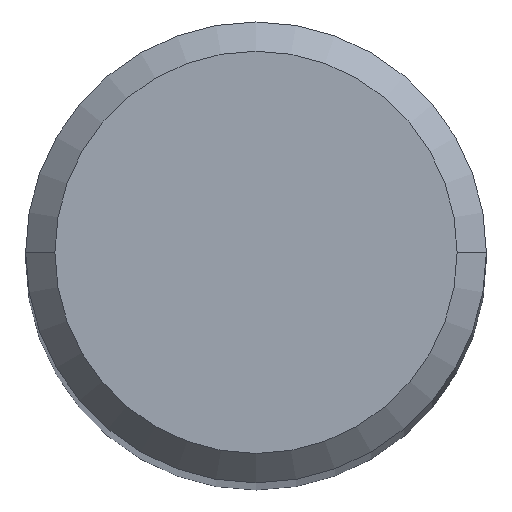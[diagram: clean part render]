
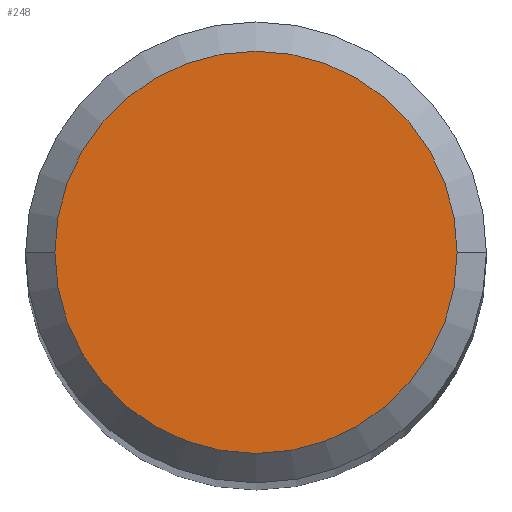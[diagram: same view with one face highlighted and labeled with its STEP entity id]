
A CAD part, top view. The second image highlights one B-rep face of the part: STEP entity #248.
In plain terms, the highlighted planar face has unit normal (0, 0, 1).
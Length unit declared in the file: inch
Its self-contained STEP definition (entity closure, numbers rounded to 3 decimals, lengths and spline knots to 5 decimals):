
#3 = CIRCLE ( 'NONE', #176, 0.10311 ) ;
#7 = CARTESIAN_POINT ( 'NONE',  ( 0., 0., 2.24409 ) ) ;
#15 = CARTESIAN_POINT ( 'NONE',  ( 0., 0., 2.24409 ) ) ;
#26 = AXIS2_PLACEMENT_3D ( 'NONE', #84, #223, #66 ) ;
#40 = EDGE_LOOP ( 'NONE', ( #204, #86 ) ) ;
#51 = DIRECTION ( 'NONE',  ( 0., 0., 1. ) ) ;
#66 = DIRECTION ( 'NONE',  ( 1., 0., 0. ) ) ;
#84 = CARTESIAN_POINT ( 'NONE',  ( 0., 0., 2.24409 ) ) ;
#86 = ORIENTED_EDGE ( 'NONE', *, *, #88, .T. ) ;
#88 = EDGE_CURVE ( 'NONE', #205, #158, #3, .T. ) ;
#108 = AXIS2_PLACEMENT_3D ( 'NONE', #15, #51, #120 ) ;
#118 = FACE_OUTER_BOUND ( 'NONE', #40, .T. ) ;
#120 = DIRECTION ( 'NONE',  ( 1., 0., 0. ) ) ;
#158 = VERTEX_POINT ( 'NONE', #177 ) ;
#160 = DIRECTION ( 'NONE',  ( 0., 0., 1. ) ) ;
#176 = AXIS2_PLACEMENT_3D ( 'NONE', #7, #160, #241 ) ;
#177 = CARTESIAN_POINT ( 'NONE',  ( -0.10311, 0., 2.24409 ) ) ;
#191 = EDGE_CURVE ( 'NONE', #158, #205, #206, .T. ) ;
#204 = ORIENTED_EDGE ( 'NONE', *, *, #191, .T. ) ;
#205 = VERTEX_POINT ( 'NONE', #234 ) ;
#206 = CIRCLE ( 'NONE', #108, 0.10311 ) ;
#223 = DIRECTION ( 'NONE',  ( 0., 0., 1. ) ) ;
#234 = CARTESIAN_POINT ( 'NONE',  ( 0.10311, 0., 2.24409 ) ) ;
#241 = DIRECTION ( 'NONE',  ( 1., 0., 0. ) ) ;
#246 = PLANE ( 'NONE',  #26 ) ;
#248 = ADVANCED_FACE ( 'NONE', ( #118 ), #246, .T. ) ;
